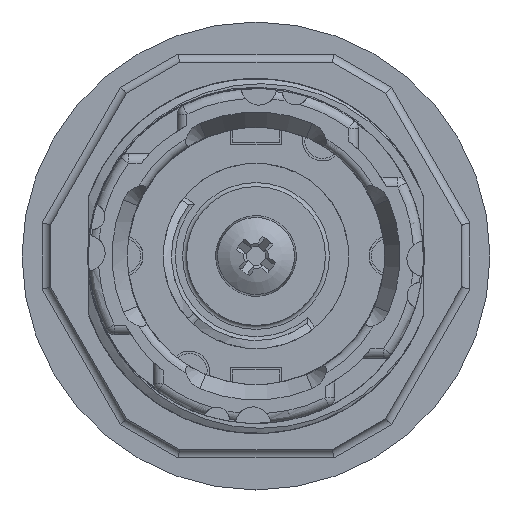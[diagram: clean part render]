
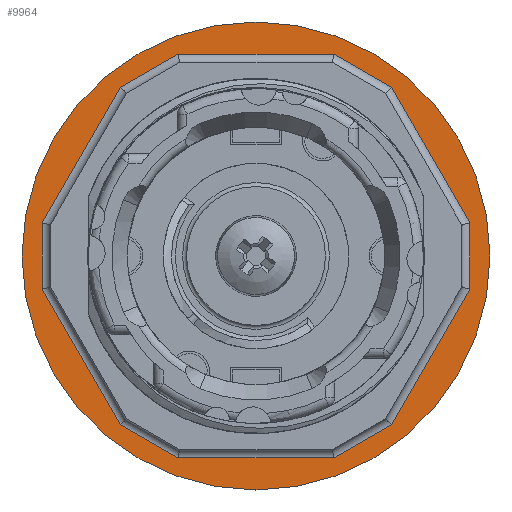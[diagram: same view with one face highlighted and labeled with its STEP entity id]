
A CAD part, front view. The second image highlights one B-rep face of the part: STEP entity #9964.
In plain terms, the highlighted planar face has unit normal (0, -1, 0).
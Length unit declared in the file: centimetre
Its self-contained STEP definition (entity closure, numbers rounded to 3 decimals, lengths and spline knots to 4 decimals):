
#566=FACE_BOUND('',#1861,.T.);
#609=CIRCLE('',#10555,1.45);
#1059=PLANE('',#10554);
#1307=FACE_OUTER_BOUND('',#1860,.T.);
#1860=EDGE_LOOP('',(#6316));
#1861=EDGE_LOOP('',(#6317,#6318,#6319,#6320,#6321,#6322,#6323,#6324,#6325,
#6326,#6327,#6328));
#2455=LINE('',#13999,#3106);
#2457=LINE('',#14006,#3108);
#2459=LINE('',#14012,#3110);
#2461=LINE('',#14018,#3112);
#2463=LINE('',#14024,#3114);
#2465=LINE('',#14030,#3116);
#2467=LINE('',#14036,#3118);
#2469=LINE('',#14042,#3120);
#2471=LINE('',#14048,#3122);
#2473=LINE('',#14054,#3124);
#2475=LINE('',#14060,#3126);
#2477=LINE('',#14063,#3128);
#3106=VECTOR('',#11469,1.);
#3108=VECTOR('',#11477,1.);
#3110=VECTOR('',#11483,1.);
#3112=VECTOR('',#11489,1.);
#3114=VECTOR('',#11495,1.);
#3116=VECTOR('',#11501,1.);
#3118=VECTOR('',#11507,1.);
#3120=VECTOR('',#11513,1.);
#3122=VECTOR('',#11519,1.);
#3124=VECTOR('',#11525,1.);
#3126=VECTOR('',#11531,1.);
#3128=VECTOR('',#11535,1.);
#3758=VERTEX_POINT('',#13996);
#3759=VERTEX_POINT('',#13998);
#3761=VERTEX_POINT('',#14004);
#3763=VERTEX_POINT('',#14010);
#3765=VERTEX_POINT('',#14016);
#3767=VERTEX_POINT('',#14022);
#3769=VERTEX_POINT('',#14028);
#3771=VERTEX_POINT('',#14034);
#3773=VERTEX_POINT('',#14040);
#3775=VERTEX_POINT('',#14046);
#3777=VERTEX_POINT('',#14052);
#3779=VERTEX_POINT('',#14058);
#3787=VERTEX_POINT('',#14091);
#4752=EDGE_CURVE('',#3758,#3759,#2455,.T.);
#4756=EDGE_CURVE('',#3761,#3758,#2457,.T.);
#4759=EDGE_CURVE('',#3763,#3761,#2459,.T.);
#4762=EDGE_CURVE('',#3765,#3763,#2461,.T.);
#4765=EDGE_CURVE('',#3767,#3765,#2463,.T.);
#4768=EDGE_CURVE('',#3769,#3767,#2465,.T.);
#4771=EDGE_CURVE('',#3771,#3769,#2467,.T.);
#4774=EDGE_CURVE('',#3773,#3771,#2469,.T.);
#4777=EDGE_CURVE('',#3775,#3773,#2471,.T.);
#4780=EDGE_CURVE('',#3777,#3775,#2473,.T.);
#4783=EDGE_CURVE('',#3779,#3777,#2475,.T.);
#4785=EDGE_CURVE('',#3759,#3779,#2477,.T.);
#4799=EDGE_CURVE('',#3787,#3787,#609,.T.);
#6316=ORIENTED_EDGE('',*,*,#4799,.T.);
#6317=ORIENTED_EDGE('',*,*,#4752,.F.);
#6318=ORIENTED_EDGE('',*,*,#4756,.F.);
#6319=ORIENTED_EDGE('',*,*,#4759,.F.);
#6320=ORIENTED_EDGE('',*,*,#4762,.F.);
#6321=ORIENTED_EDGE('',*,*,#4765,.F.);
#6322=ORIENTED_EDGE('',*,*,#4768,.F.);
#6323=ORIENTED_EDGE('',*,*,#4771,.F.);
#6324=ORIENTED_EDGE('',*,*,#4774,.F.);
#6325=ORIENTED_EDGE('',*,*,#4777,.F.);
#6326=ORIENTED_EDGE('',*,*,#4780,.F.);
#6327=ORIENTED_EDGE('',*,*,#4783,.F.);
#6328=ORIENTED_EDGE('',*,*,#4785,.F.);
#9964=ADVANCED_FACE('',(#1307,#566),#1059,.T.);
#10554=AXIS2_PLACEMENT_3D('',#14090,#11561,#11562);
#10555=AXIS2_PLACEMENT_3D('',#14092,#11563,#11564);
#11469=DIRECTION('',(-0.5,0.,0.866));
#11477=DIRECTION('',(0.,0.,1.));
#11483=DIRECTION('',(0.5,0.,0.866));
#11489=DIRECTION('',(0.866,0.,0.5));
#11495=DIRECTION('',(1.,0.,0.));
#11501=DIRECTION('',(0.866,0.,-0.5));
#11507=DIRECTION('',(0.5,0.,-0.866));
#11513=DIRECTION('',(0.,0.,-1.));
#11519=DIRECTION('',(-0.5,0.,-0.866));
#11525=DIRECTION('',(-0.866,0.,-0.5));
#11531=DIRECTION('',(-1.,0.,0.));
#11535=DIRECTION('',(-0.866,0.,0.5));
#11561=DIRECTION('center_axis',(0.,-1.,0.));
#11562=DIRECTION('ref_axis',(0.5,0.,-0.866));
#11563=DIRECTION('center_axis',(0.,-1.,0.));
#11564=DIRECTION('ref_axis',(0.866,0.,0.5));
#13996=CARTESIAN_POINT('',(1.325,-0.7,0.205));
#13998=CARTESIAN_POINT('',(0.8401,-0.7,1.045));
#13999=CARTESIAN_POINT('',(0.9646,-0.7,0.8292));
#14004=CARTESIAN_POINT('',(1.325,-0.7,-0.205));
#14006=CARTESIAN_POINT('',(1.325,-0.7,0.2771));
#14010=CARTESIAN_POINT('',(0.8401,-0.7,-1.045));
#14012=CARTESIAN_POINT('',(1.3574,-0.7,-0.1489));
#14016=CARTESIAN_POINT('',(0.4849,-0.7,-1.25));
#14018=CARTESIAN_POINT('',(1.0594,-0.7,-0.9183));
#14022=CARTESIAN_POINT('',(-0.4849,-0.7,-1.25));
#14024=CARTESIAN_POINT('',(0.5497,-0.7,-1.25));
#14028=CARTESIAN_POINT('',(-0.8401,-0.7,-1.045));
#14030=CARTESIAN_POINT('',(-0.4226,-0.7,-1.286));
#14034=CARTESIAN_POINT('',(-1.325,-0.7,-0.205));
#14036=CARTESIAN_POINT('',(-0.9646,-0.7,-0.8292));
#14040=CARTESIAN_POINT('',(-1.325,-0.7,0.205));
#14042=CARTESIAN_POINT('',(-1.325,-0.7,0.0854));
#14046=CARTESIAN_POINT('',(-0.8401,-0.7,1.045));
#14048=CARTESIAN_POINT('',(-1.0434,-0.7,0.6927));
#14052=CARTESIAN_POINT('',(-0.4849,-0.7,1.25));
#14054=CARTESIAN_POINT('',(-0.4315,-0.7,1.2808));
#14058=CARTESIAN_POINT('',(0.4849,-0.7,1.25));
#14060=CARTESIAN_POINT('',(0.0782,-0.7,1.25));
#14063=CARTESIAN_POINT('',(0.7365,-0.7,1.1048));
#14090=CARTESIAN_POINT('Origin',(0.6279,-0.7,0.3625));
#14091=CARTESIAN_POINT('',(-1.2557,-0.7,-0.725));
#14092=CARTESIAN_POINT('Origin',(0.,-0.7,
0.));
